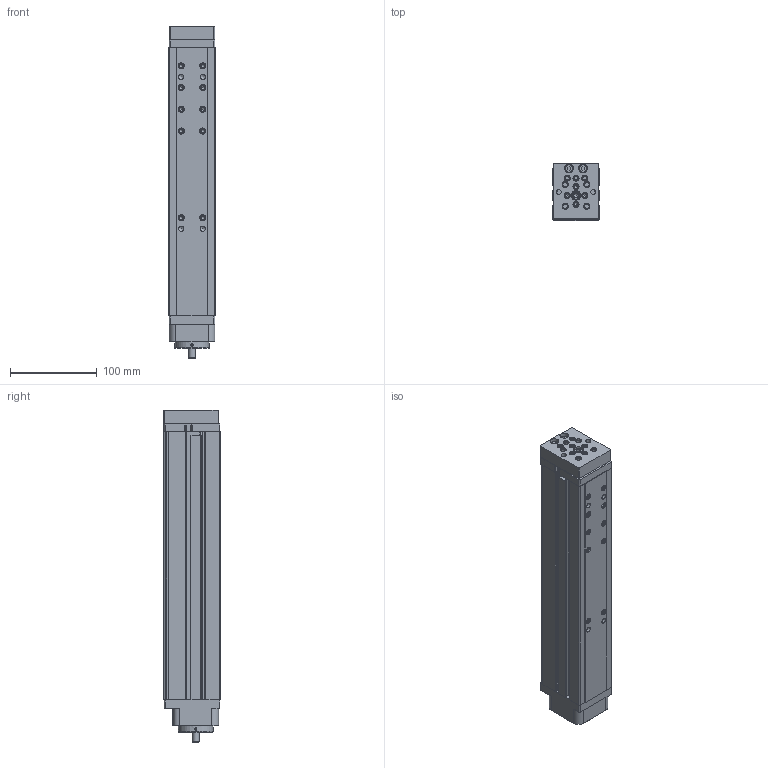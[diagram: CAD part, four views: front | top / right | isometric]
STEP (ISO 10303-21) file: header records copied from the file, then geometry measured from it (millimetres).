
FILE_DESCRIPTION(/* description */ ('STEP AP214'),/* implementation_level */ '2;1');
FILE_NAME(/* name */ '559338_EGSL-BS-55-200-12_7P',/* time_stamp */ '2024-08-27T14:20:46+02:00',/* author */ ('License CC BY-ND 4.0'),/* organization */ ('CADENAS'),/* preprocessor_version */ 'ST-DEVELOPER v19.3',/* originating_system */ 'PARTsolutions',/* authorisation */ ' ');
FILE_SCHEMA (('AUTOMOTIVE_DESIGN {1 0 10303 214 3 1 1}'));
Length unit declared in the file: millimetre
Products named in the file (3): 559338 EGSL-BS-55-200-12.7P---(0); 559338 EGSL-BS-55-200-12.7P---(ZYL_0); 559338 EGSL-BS-55-200-12.7P---(P1_0)
Assembly tree (2 placements, depth 2):
  559338 EGSL-BS-55-200-12.7P---(0)
    559338 EGSL-BS-55-200-12.7P---(ZYL_0)
    559338 EGSL-BS-55-200-12.7P---(P1_0)
Bounding box: 53 x 66 x 382.5 mm (x, y, z)
Volume: 980326.5 mm3; surface area: 236306.4 mm2
Topology: 2 solids, 2 shells, 818 faces, 2034 edges, 1301 vertices
Faces by surface type: plane 408, cylinder 262, cone 139, torus 9
Full cylindrical faces by diameter (mm): 1.567 x1, 2.459 x4, 3.242 x8, 4.134 x36, 4.917 x4, 5.5 x4, 5.8 x6, 6 x10, 7 x40, 8 x1, 8.5 x4, 9 x4, 9.4 x8, 9.5 x2, 9.6 x2, 10 x7, 11 x1, 20 x2, 32 x1, 34 x1, 38.6 x2, 40 x1
Entity records: 22923 total; most frequent: CARTESIAN_POINT 4317, DIRECTION 3870, ORIENTED_EDGE 3414, EDGE_CURVE 1707, AXIS2_PLACEMENT_3D 1482, VERTEX_POINT 1277, FACE_BOUND 1266, EDGE_LOOP 1230
